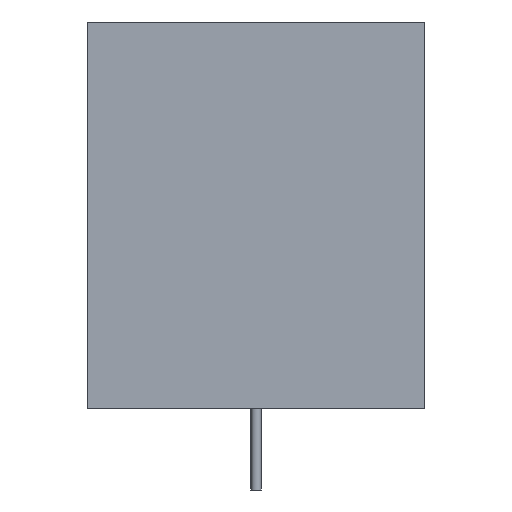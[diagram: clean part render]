
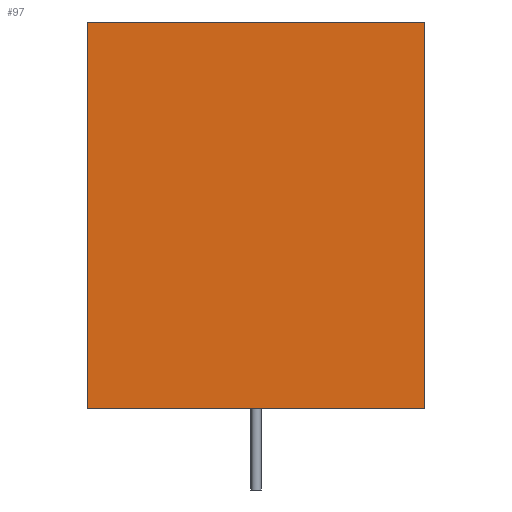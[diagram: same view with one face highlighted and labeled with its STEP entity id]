
A CAD part, front view. The second image highlights one B-rep face of the part: STEP entity #97.
In plain terms, the highlighted planar face has unit normal (0, -1, 0).
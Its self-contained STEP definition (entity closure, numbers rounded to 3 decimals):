
#72=VERTEX_POINT('',#73);
#73=CARTESIAN_POINT('',(10.54,-1.905,24.13));
#79=EDGE_CURVE('',#72,#80,#82,.F.);
#80=VERTEX_POINT('',#81);
#81=CARTESIAN_POINT('',(10.54,-1.905,0.0));
#82=LINE('',#83,#84);
#83=CARTESIAN_POINT('',(10.54,-1.905,0.0));
#84=VECTOR('',#85,1.0);
#85=DIRECTION('',(0.0,0.0,1.0));
#97=ADVANCED_FACE('',(#98),#123,.T.);
#98=FACE_BOUND('',#99,.T.);
#99=EDGE_LOOP('',(#100,#101,#109,#117));
#100=ORIENTED_EDGE('',*,*,#79,.F.);
#101=ORIENTED_EDGE('',*,*,#102,.T.);
#102=EDGE_CURVE('',#72,#103,#105,.T.);
#103=VERTEX_POINT('',#104);
#104=CARTESIAN_POINT('',(-10.54,-1.905,24.13));
#105=LINE('',#106,#107);
#106=CARTESIAN_POINT('',(10.54,-1.905,24.13));
#107=VECTOR('',#108,1.0);
#108=DIRECTION('',(-1.0,0.0,0.0));
#109=ORIENTED_EDGE('',*,*,#110,.T.);
#110=EDGE_CURVE('',#103,#111,#113,.F.);
#111=VERTEX_POINT('',#112);
#112=CARTESIAN_POINT('',(-10.54,-1.905,0.0));
#113=LINE('',#114,#115);
#114=CARTESIAN_POINT('',(-10.54,-1.905,0.0));
#115=VECTOR('',#116,1.0);
#116=DIRECTION('',(0.0,0.0,1.0));
#117=ORIENTED_EDGE('',*,*,#118,.T.);
#118=EDGE_CURVE('',#111,#80,#119,.F.);
#119=LINE('',#120,#121);
#120=CARTESIAN_POINT('',(10.54,-1.905,0.0));
#121=VECTOR('',#122,1.0);
#122=DIRECTION('',(-1.0,0.0,0.0));
#123=PLANE('',#124);
#124=AXIS2_PLACEMENT_3D('',#125,#126,#127);
#125=CARTESIAN_POINT('',(10.54,-1.905,0.0));
#126=DIRECTION('',(0.0,-1.0,0.0));
#127=DIRECTION('',(-1.0,0.0,0.0));
